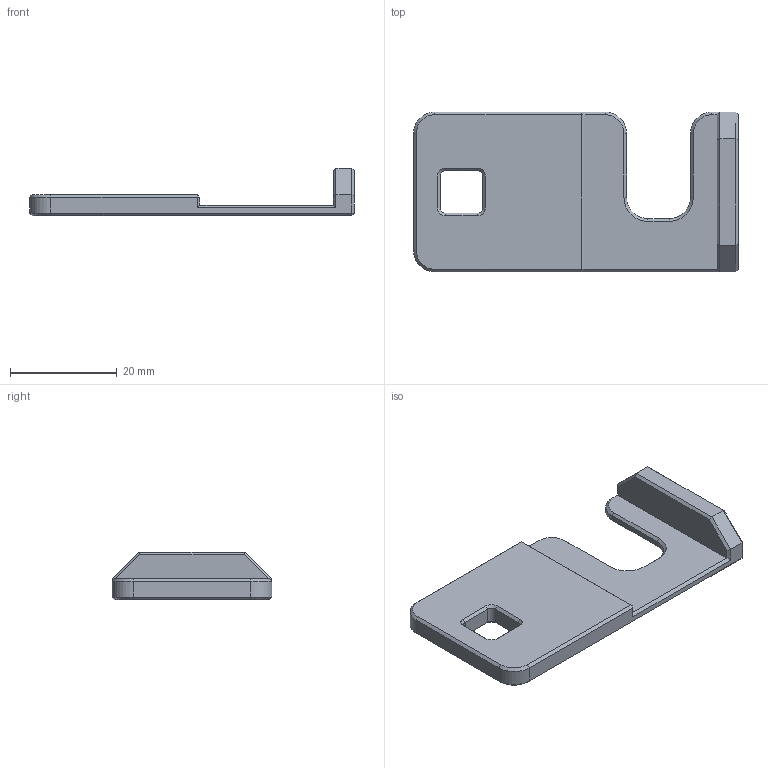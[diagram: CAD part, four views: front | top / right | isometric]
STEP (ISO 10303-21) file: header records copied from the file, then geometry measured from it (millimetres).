
FILE_DESCRIPTION(/* description */ (''),/* implementation_level */ '2;1');
FILE_NAME(/* name */ 'LoquetSpecial_V1.2 v21.step',/* time_stamp */ '2020-07-06T19:48:31+02:00',/* author */ (''),/* organization */ (''),/* preprocessor_version */ 'ST-DEVELOPER v18.1',/* originating_system */ 'Autodesk Translation Framework v9.3.0.1241',/* authorisation */ '');
FILE_SCHEMA (('AUTOMOTIVE_DESIGN { 1 0 10303 214 3 1 1 }'));
Length unit declared in the file: millimetre
Products named in the file (1): LoquetSpecial_V1.2
Bounding box: 61 x 30 x 9 mm (x, y, z)
Volume: 5490.1 mm3; surface area: 4064.1 mm2
Topology: 1 solids, 1 shells, 92 faces, 206 edges, 116 vertices
Faces by surface type: plane 62, cone 20, cylinder 10
Entity records: 2502 total; most frequent: DIRECTION 432, CARTESIAN_POINT 415, ORIENTED_EDGE 412, EDGE_CURVE 206, LINE 166, VECTOR 166, AXIS2_PLACEMENT_3D 133, VERTEX_POINT 116
